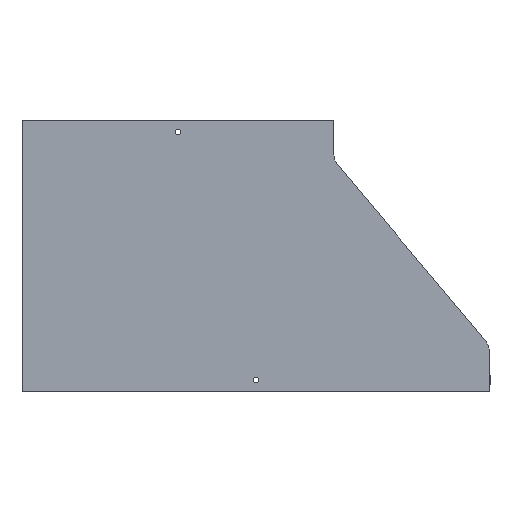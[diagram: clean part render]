
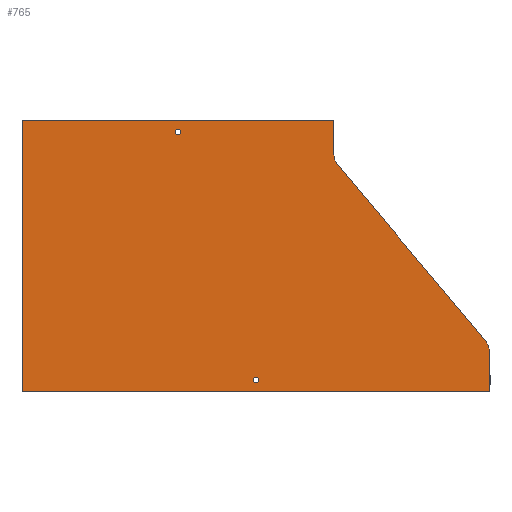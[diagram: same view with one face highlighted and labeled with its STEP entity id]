
A CAD part, front view. The second image highlights one B-rep face of the part: STEP entity #765.
In plain terms, the highlighted planar face has unit normal (0, -1, 0).
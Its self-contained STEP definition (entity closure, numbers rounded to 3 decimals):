
#12 = CARTESIAN_POINT ( 'NONE',  ( 600., 0., -300.288 ) ) ;
#13 = CARTESIAN_POINT ( 'NONE',  ( 400., 0., 0. ) ) ;
#14 = DIRECTION ( 'NONE',  ( 0., 0., 1. ) ) ;
#155 = DIRECTION ( 'NONE',  ( 0., 1., 0. ) ) ;
#160 = CARTESIAN_POINT ( 'NONE',  ( -420., 0., -44.069 ) ) ;
#162 = PLANE ( 'NONE',  #568 ) ;
#164 = DIRECTION ( 'NONE',  ( 0., 0., 1. ) ) ;
#210 = CARTESIAN_POINT ( 'NONE',  ( 600., 0., -300.288 ) ) ;
#215 = CARTESIAN_POINT ( 'NONE',  ( 600., 0., -348. ) ) ;
#250 = CARTESIAN_POINT ( 'NONE',  ( 404.688, 0., -56.935 ) ) ;
#256 = CARTESIAN_POINT ( 'NONE',  ( 0., 0., -348. ) ) ;
#260 = CARTESIAN_POINT ( 'NONE',  ( 0., 0., 0. ) ) ;
#261 = CARTESIAN_POINT ( 'NONE',  ( 592.967, 0., -280.987 ) ) ;
#266 = CARTESIAN_POINT ( 'NONE',  ( 400., 0., -44.069 ) ) ;
#331 = CARTESIAN_POINT ( 'NONE',  ( -400., 0., 0. ) ) ;
#332 = DIRECTION ( 'NONE',  ( 1., 0., 0. ) ) ;
#337 = CARTESIAN_POINT ( 'NONE',  ( -600., 0., -348. ) ) ;
#338 = DIRECTION ( 'NONE',  ( -1., 0., 0. ) ) ;
#340 = CARTESIAN_POINT ( 'NONE',  ( 0., 0., 0. ) ) ;
#347 = CARTESIAN_POINT ( 'NONE',  ( 404.688, 0., -56.935 ) ) ;
#348 = CARTESIAN_POINT ( 'NONE',  ( 300., 0., -333. ) ) ;
#349 = DIRECTION ( 'NONE',  ( 0., -1., 0. ) ) ;
#350 = DIRECTION ( 'NONE',  ( 0., 0., -1. ) ) ;
#351 = CARTESIAN_POINT ( 'NONE',  ( 200., 0., -15. ) ) ;
#352 = DIRECTION ( 'NONE',  ( 0., -1., 0. ) ) ;
#353 = DIRECTION ( 'NONE',  ( 0., 0., -1. ) ) ;
#354 = DIRECTION ( 'NONE',  ( 0., 0., 1. ) ) ;
#355 = DIRECTION ( 'NONE',  ( -0.643, 0., 0.766 ) ) ;
#358 = CARTESIAN_POINT ( 'NONE',  ( 570., 0., -300.288 ) ) ;
#359 = DIRECTION ( 'NONE',  ( 0., -1., 0. ) ) ;
#360 = DIRECTION ( 'NONE',  ( 0., 0., 1. ) ) ;
#361 = CARTESIAN_POINT ( 'NONE',  ( 420., 0., -44.069 ) ) ;
#362 = DIRECTION ( 'NONE',  ( 0., 1., 0. ) ) ;
#363 = DIRECTION ( 'NONE',  ( 0., 0., 1. ) ) ;
#492 = CARTESIAN_POINT ( 'NONE',  ( 200., 0., -18.5 ) ) ;
#493 = CARTESIAN_POINT ( 'NONE',  ( 300., 0., -336.5 ) ) ;
#551 = AXIS2_PLACEMENT_3D ( 'NONE', #361, #362, #363 ) ;
#552 = AXIS2_PLACEMENT_3D ( 'NONE', #358, #359, #360 ) ;
#553 = AXIS2_PLACEMENT_3D ( 'NONE', #351, #352, #353 ) ;
#554 = AXIS2_PLACEMENT_3D ( 'NONE', #348, #349, #350 ) ;
#568 = AXIS2_PLACEMENT_3D ( 'NONE', #160, #155, #164 ) ;
#610 = EDGE_CURVE ( 'NONE', #872, #704, #1664, .T. ) ;
#644 = EDGE_CURVE ( 'NONE', #821, #816, #1721, .T. ) ;
#654 = DIRECTION ( 'NONE',  ( 0., 0., 1. ) ) ;
#657 = CARTESIAN_POINT ( 'NONE',  ( 400., 0., 0. ) ) ;
#704 = VERTEX_POINT ( 'NONE', #13 ) ;
#765 = ADVANCED_FACE ( 'NONE', ( #1800, #1803, #1798 ), #162, .F. ) ;
#816 = VERTEX_POINT ( 'NONE', #210 ) ;
#821 = VERTEX_POINT ( 'NONE', #215 ) ;
#856 = VERTEX_POINT ( 'NONE', #250 ) ;
#862 = VERTEX_POINT ( 'NONE', #256 ) ;
#866 = VERTEX_POINT ( 'NONE', #260 ) ;
#867 = VERTEX_POINT ( 'NONE', #261 ) ;
#872 = VERTEX_POINT ( 'NONE', #266 ) ;
#938 = LINE ( 'NONE', #331, #941 ) ;
#941 = VECTOR ( 'NONE', #332, 1000. ) ;
#944 = LINE ( 'NONE', #337, #947 ) ;
#947 = VECTOR ( 'NONE', #338, 1000. ) ;
#954 = CIRCLE ( 'NONE', #554, 3.5 ) ;
#956 = LINE ( 'NONE', #340, #960 ) ;
#957 = CIRCLE ( 'NONE', #552, 30. ) ;
#958 = CIRCLE ( 'NONE', #553, 3.5 ) ;
#959 = CIRCLE ( 'NONE', #551, 20. ) ;
#960 = VECTOR ( 'NONE', #354, 1000. ) ;
#961 = LINE ( 'NONE', #347, #962 ) ;
#962 = VECTOR ( 'NONE', #355, 1000. ) ;
#1053 = VERTEX_POINT ( 'NONE', #493 ) ;
#1056 = VERTEX_POINT ( 'NONE', #492 ) ;
#1108 = EDGE_CURVE ( 'NONE', #866, #704, #938, .T. ) ;
#1111 = EDGE_CURVE ( 'NONE', #821, #862, #944, .T. ) ;
#1116 = EDGE_CURVE ( 'NONE', #1053, #1053, #954, .T. ) ;
#1117 = EDGE_CURVE ( 'NONE', #1056, #1056, #958, .T. ) ;
#1118 = EDGE_CURVE ( 'NONE', #862, #866, #956, .T. ) ;
#1119 = EDGE_CURVE ( 'NONE', #816, #867, #957, .T. ) ;
#1120 = EDGE_CURVE ( 'NONE', #867, #856, #961, .T. ) ;
#1121 = EDGE_CURVE ( 'NONE', #856, #872, #959, .T. ) ;
#1336 = ORIENTED_EDGE ( 'NONE', *, *, #1116, .F. ) ;
#1337 = ORIENTED_EDGE ( 'NONE', *, *, #1117, .F. ) ;
#1338 = ORIENTED_EDGE ( 'NONE', *, *, #1108, .F. ) ;
#1339 = ORIENTED_EDGE ( 'NONE', *, *, #1118, .F. ) ;
#1340 = ORIENTED_EDGE ( 'NONE', *, *, #1111, .F. ) ;
#1341 = ORIENTED_EDGE ( 'NONE', *, *, #644, .T. ) ;
#1342 = ORIENTED_EDGE ( 'NONE', *, *, #1119, .T. ) ;
#1343 = ORIENTED_EDGE ( 'NONE', *, *, #1120, .T. ) ;
#1344 = ORIENTED_EDGE ( 'NONE', *, *, #1121, .T. ) ;
#1345 = ORIENTED_EDGE ( 'NONE', *, *, #610, .T. ) ;
#1566 = EDGE_LOOP ( 'NONE', ( #1338, #1339, #1340, #1341, #1342, #1343, #1344, #1345 ) ) ;
#1593 = EDGE_LOOP ( 'NONE', ( #1336 ) ) ;
#1608 = EDGE_LOOP ( 'NONE', ( #1337 ) ) ;
#1664 = LINE ( 'NONE', #657, #1667 ) ;
#1667 = VECTOR ( 'NONE', #654, 1000. ) ;
#1721 = LINE ( 'NONE', #12, #1724 ) ;
#1724 = VECTOR ( 'NONE', #14, 1000. ) ;
#1798 = FACE_OUTER_BOUND ( 'NONE', #1566, .T. ) ;
#1800 = FACE_BOUND ( 'NONE', #1593, .T. ) ;
#1803 = FACE_BOUND ( 'NONE', #1608, .T. ) ;
